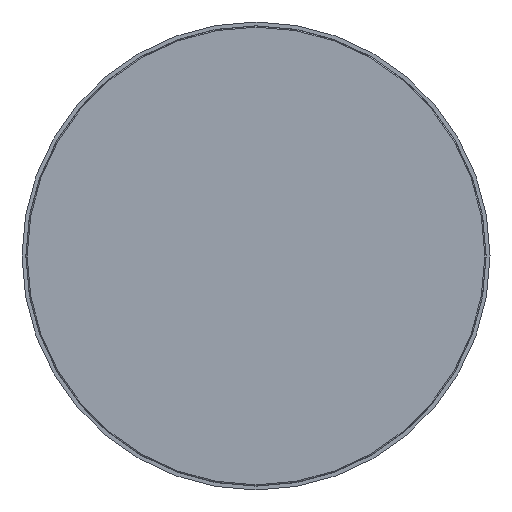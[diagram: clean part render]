
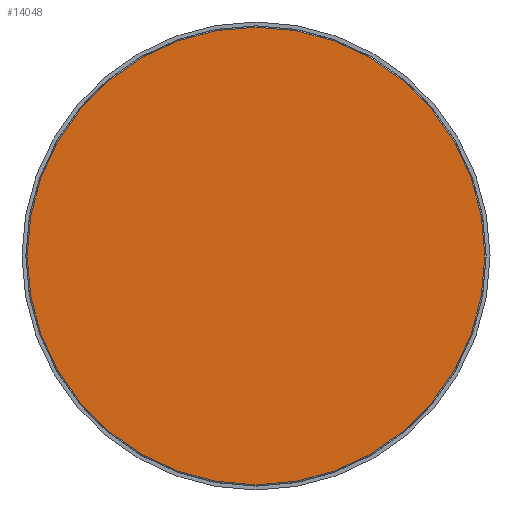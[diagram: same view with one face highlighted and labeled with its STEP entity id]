
A CAD part, top view. The second image highlights one B-rep face of the part: STEP entity #14048.
In plain terms, the highlighted planar face has unit normal (0, 0, 1).
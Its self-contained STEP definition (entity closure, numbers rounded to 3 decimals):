
#830=PLANE('',#15275);
#4134=FACE_OUTER_BOUND('',#4927,.T.);
#4927=EDGE_LOOP('',(#12515,#12516));
#5421=CIRCLE('',#15267,57.75);
#5425=CIRCLE('',#15271,57.75);
#6711=VERTEX_POINT('',#25843);
#6712=VERTEX_POINT('',#25844);
#8647=EDGE_CURVE('',#6711,#6712,#5421,.T.);
#8651=EDGE_CURVE('',#6712,#6711,#5425,.T.);
#12515=ORIENTED_EDGE('',*,*,#8647,.F.);
#12516=ORIENTED_EDGE('',*,*,#8651,.F.);
#14048=ADVANCED_FACE('',(#4134),#830,.T.);
#15267=AXIS2_PLACEMENT_3D('',#25845,#18899,#18900);
#15271=AXIS2_PLACEMENT_3D('',#25851,#18907,#18908);
#15275=AXIS2_PLACEMENT_3D('',#25858,#18916,#18917);
#18899=DIRECTION('center_axis',(0.,0.,
-1.));
#18900=DIRECTION('ref_axis',(-1.,0.,0.));
#18907=DIRECTION('center_axis',(0.,0.,
-1.));
#18908=DIRECTION('ref_axis',(-1.,0.,0.));
#18916=DIRECTION('center_axis',(0.,0.,
1.));
#18917=DIRECTION('ref_axis',(1.,0.,0.));
#25843=CARTESIAN_POINT('',(57.75,0.,3.6));
#25844=CARTESIAN_POINT('',(-57.75,0.,3.6));
#25845=CARTESIAN_POINT('Origin',(0.,0.,
3.6));
#25851=CARTESIAN_POINT('Origin',(0.,0.,
3.6));
#25858=CARTESIAN_POINT('Origin',(0.,0.,
3.6));
